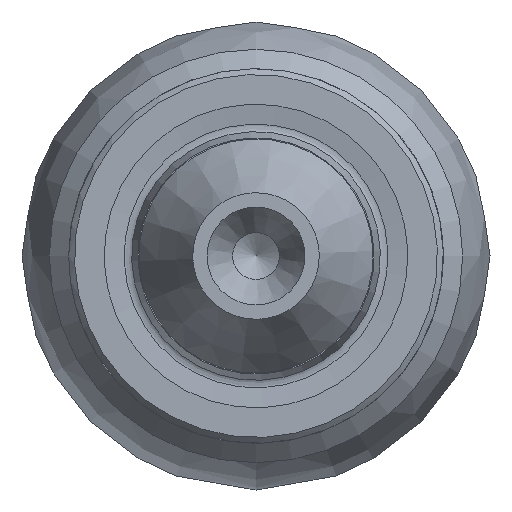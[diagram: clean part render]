
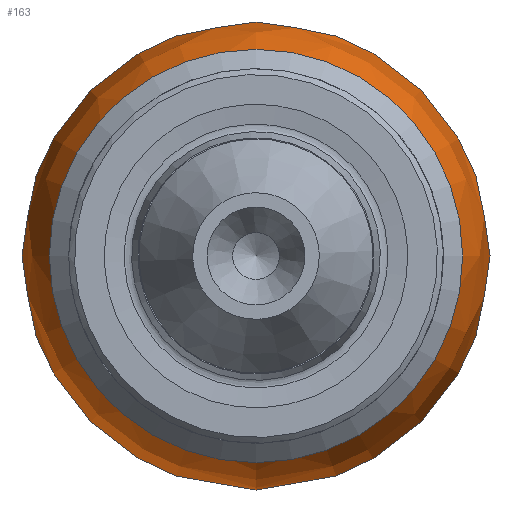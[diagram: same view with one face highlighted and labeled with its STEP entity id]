
A CAD part, left-side view. The second image highlights one B-rep face of the part: STEP entity #163.
In plain terms, the highlighted face is a revolution surface.
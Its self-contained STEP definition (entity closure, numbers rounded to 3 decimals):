
#102=SURFACE_OF_REVOLUTION('',#104,#103);
#103=AXIS1_PLACEMENT('',#724,#568);
#104=B_SPLINE_CURVE_WITH_KNOTS('',5,(#706,#707,#708,#709,#710,#711,#712,
#713,#714,#715,#716,#717,#718,#719,#720,#721,#722,#723),.UNSPECIFIED.,.F.,
 .F.,(6,1,1,1,1,1,1,1,1,1,1,1,1,6),(0.,0.112,0.224,
0.336,0.448,0.56,0.635,
0.672,0.697,0.709,0.734,
0.784,0.896,1.),.UNSPECIFIED.);
#113=FACE_BOUND('',#223,.T.);
#114=FACE_BOUND('',#224,.T.);
#163=ADVANCED_FACE('',(#113,#114),#102,.F.);
#223=EDGE_LOOP('',(#283));
#224=EDGE_LOOP('',(#284));
#283=ORIENTED_EDGE('',*,*,#419,.F.);
#284=ORIENTED_EDGE('',*,*,#418,.F.);
#377=VERTEX_POINT('',#701);
#378=VERTEX_POINT('',#704);
#418=EDGE_CURVE('',#377,#377,#466,.T.);
#419=EDGE_CURVE('',#378,#378,#467,.T.);
#466=CIRCLE('',#495,0.046);
#467=CIRCLE('',#497,6.926);
#495=AXIS2_PLACEMENT_3D('',#700,#560,#561);
#497=AXIS2_PLACEMENT_3D('',#703,#564,#565);
#560=DIRECTION('',(1.,0.,0.));
#561=DIRECTION('',(0.,0.,-1.));
#564=DIRECTION('',(-1.,0.,0.));
#565=DIRECTION('',(0.,0.,-1.));
#568=DIRECTION('',(1.,0.,0.));
#700=CARTESIAN_POINT('',(24.996,0.,0.));
#701=CARTESIAN_POINT('',(24.996,0.,-0.046));
#703=CARTESIAN_POINT('',(13.005,0.,0.));
#704=CARTESIAN_POINT('',(13.005,0.,-6.926));
#706=CARTESIAN_POINT('',(24.996,0.,-0.046));
#707=CARTESIAN_POINT('',(24.994,0.,-0.421));
#708=CARTESIAN_POINT('',(24.946,0.,-1.171));
#709=CARTESIAN_POINT('',(24.741,0.,-2.282));
#710=CARTESIAN_POINT('',(24.212,0.,-3.7));
#711=CARTESIAN_POINT('',(23.157,0.,-5.272));
#712=CARTESIAN_POINT('',(21.859,0.,-6.471));
#713=CARTESIAN_POINT('',(20.558,0.,-7.235));
#714=CARTESIAN_POINT('',(19.422,0.,-7.657));
#715=CARTESIAN_POINT('',(18.571,0.,-7.853));
#716=CARTESIAN_POINT('',(17.998,0.,-7.938));
#717=CARTESIAN_POINT('',(17.503,0.,-7.986));
#718=CARTESIAN_POINT('',(16.754,0.,-8.015));
#719=CARTESIAN_POINT('',(15.741,0.,-7.948));
#720=CARTESIAN_POINT('',(14.785,0.,-7.737));
#721=CARTESIAN_POINT('',(13.948,0.,-7.425));
#722=CARTESIAN_POINT('',(13.304,0.,-7.099));
#723=CARTESIAN_POINT('',(13.005,0.,-6.926));
#724=CARTESIAN_POINT('',(0.,0.,0.));
